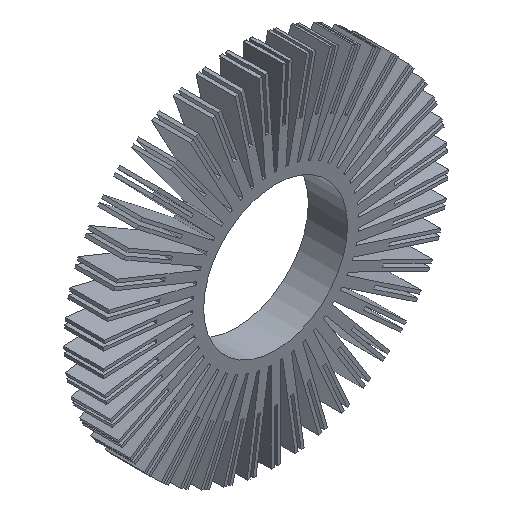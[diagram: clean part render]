
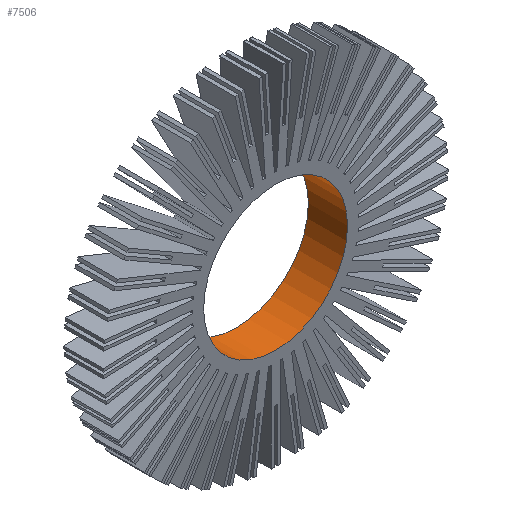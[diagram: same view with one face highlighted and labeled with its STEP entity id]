
A CAD part, isometric view. The second image highlights one B-rep face of the part: STEP entity #7506.
In plain terms, the highlighted cylindrical face has radius 2.375 mm (diameter 4.75 mm), a full revolution.
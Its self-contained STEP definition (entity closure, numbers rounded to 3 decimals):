
#107=CIRCLE('',#7974,2.375);
#108=CIRCLE('',#7975,2.375);
#154=CYLINDRICAL_SURFACE('',#7973,2.375);
#508=FACE_OUTER_BOUND('',#871,.T.);
#871=EDGE_LOOP('',(#6082,#6083,#6084,#6085));
#1853=LINE('',#12014,#2844);
#2844=VECTOR('',#9847,2.375);
#3573=VERTEX_POINT('',#12011);
#3574=VERTEX_POINT('',#12013);
#4647=EDGE_CURVE('',#3573,#3573,#107,.T.);
#4648=EDGE_CURVE('',#3573,#3574,#1853,.T.);
#4649=EDGE_CURVE('',#3574,#3574,#108,.T.);
#6082=ORIENTED_EDGE('',*,*,#4647,.F.);
#6083=ORIENTED_EDGE('',*,*,#4648,.T.);
#6084=ORIENTED_EDGE('',*,*,#4649,.F.);
#6085=ORIENTED_EDGE('',*,*,#4648,.F.);
#7506=ADVANCED_FACE('',(#508),#154,.F.);
#7973=AXIS2_PLACEMENT_3D('',#12010,#9843,#9844);
#7974=AXIS2_PLACEMENT_3D('',#12012,#9845,#9846);
#7975=AXIS2_PLACEMENT_3D('',#12015,#9848,#9849);
#9843=DIRECTION('center_axis',(0.,1.,0.));
#9844=DIRECTION('ref_axis',(1.,0.,0.));
#9845=DIRECTION('center_axis',(0.,1.,0.));
#9846=DIRECTION('ref_axis',(1.,0.,0.));
#9847=DIRECTION('',(0.,1.,0.));
#9848=DIRECTION('center_axis',(0.,-1.,0.));
#9849=DIRECTION('ref_axis',(1.,0.,0.));
#12010=CARTESIAN_POINT('Origin',(0.,0.,0.));
#12011=CARTESIAN_POINT('',(-2.375,0.,0.));
#12012=CARTESIAN_POINT('Origin',(0.,0.,0.));
#12013=CARTESIAN_POINT('',(-2.375,1.293,0.));
#12014=CARTESIAN_POINT('',(-2.375,0.,0.));
#12015=CARTESIAN_POINT('Origin',(0.,1.293,0.));
